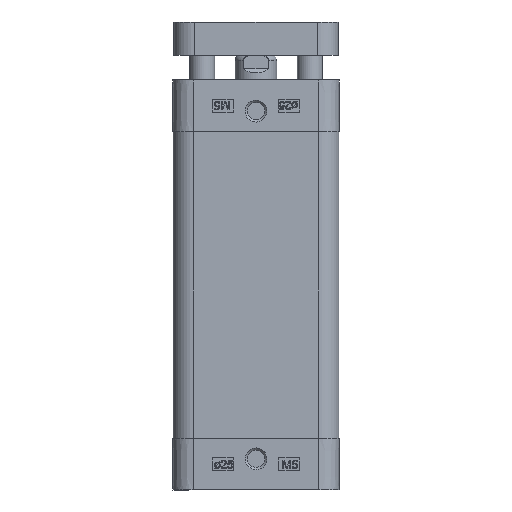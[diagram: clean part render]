
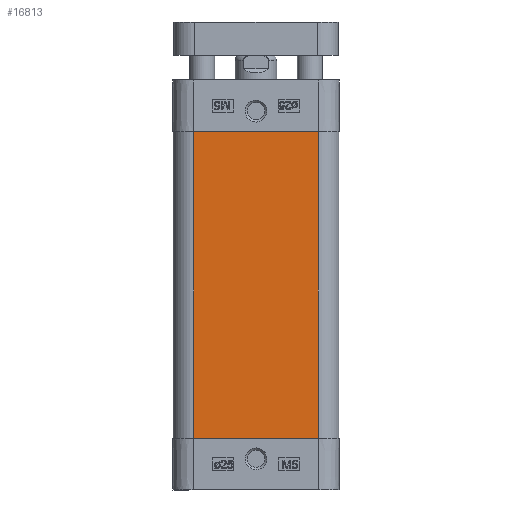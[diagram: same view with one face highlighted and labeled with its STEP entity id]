
A CAD part, left-side view. The second image highlights one B-rep face of the part: STEP entity #16813.
In plain terms, the highlighted planar face has unit normal (-1, 0, 0).
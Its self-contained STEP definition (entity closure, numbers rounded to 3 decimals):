
#604=PLANE('',#17834);
#1277=LINE('',#24034,#2321);
#1305=LINE('',#24147,#2349);
#1387=LINE('',#24367,#2431);
#1388=LINE('',#24369,#2432);
#2321=VECTOR('',#19965,1000.);
#2349=VECTOR('',#20051,1000.);
#2431=VECTOR('',#20297,1000.);
#2432=VECTOR('',#20300,1000.);
#4970=ORIENTED_EDGE('',*,*,#7263,.T.);
#4971=ORIENTED_EDGE('',*,*,#7429,.T.);
#4972=ORIENTED_EDGE('',*,*,#7430,.T.);
#4973=ORIENTED_EDGE('',*,*,#7319,.F.);
#7263=EDGE_CURVE('',#8731,#8732,#1277,.T.);
#7319=EDGE_CURVE('',#8731,#8787,#1305,.T.);
#7429=EDGE_CURVE('',#8732,#8842,#1387,.T.);
#7430=EDGE_CURVE('',#8842,#8787,#1388,.T.);
#8731=VERTEX_POINT('',#24035);
#8732=VERTEX_POINT('',#24036);
#8787=VERTEX_POINT('',#24148);
#8842=VERTEX_POINT('',#24366);
#10353=EDGE_LOOP('',(#4970,#4971,#4972,#4973));
#11301=FACE_BOUND('',#10353,.T.);
#16813=ADVANCED_FACE('',(#11301),#604,.T.);
#17834=AXIS2_PLACEMENT_3D('',#24368,#20298,#20299);
#19965=DIRECTION('',(0.,0.,-1.));
#20051=DIRECTION('',(0.,-1.,0.));
#20297=DIRECTION('',(0.,-1.,0.));
#20298=DIRECTION('',(-1.,0.,0.));
#20299=DIRECTION('',(0.,0.,1.));
#20300=DIRECTION('',(0.,0.,1.));
#24034=CARTESIAN_POINT('',(-20.,64.5,15.));
#24035=CARTESIAN_POINT('',(-20.,64.5,15.));
#24036=CARTESIAN_POINT('',(-20.,64.5,-15.));
#24147=CARTESIAN_POINT('',(-20.,9.5,15.));
#24148=CARTESIAN_POINT('',(-20.,-9.5,15.));
#24366=CARTESIAN_POINT('',(-20.,-9.5,-15.));
#24367=CARTESIAN_POINT('',(-20.,9.5,-15.));
#24368=CARTESIAN_POINT('',(-20.,0.,15.));
#24369=CARTESIAN_POINT('',(-20.,-9.5,-15.));
